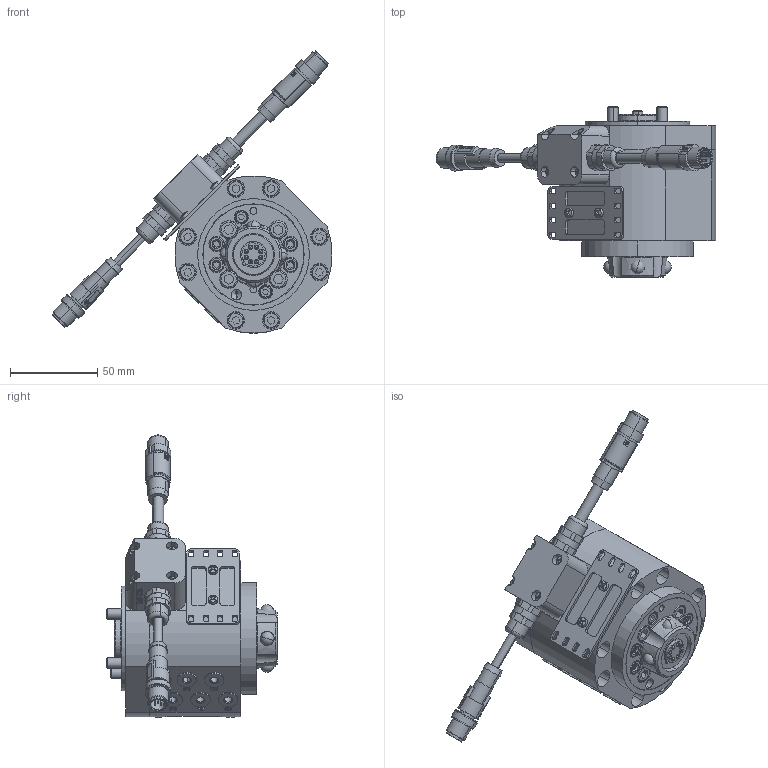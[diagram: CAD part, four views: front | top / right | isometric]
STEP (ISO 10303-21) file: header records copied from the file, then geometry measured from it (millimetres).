
FILE_DESCRIPTION (( 'STEP AP203' ), '1' );
FILE_NAME ('P1144.STEP', '2019-01-22T07:38:02', ( '' ), ( '' ), 'SwSTEP 2.0', 'SolidWorks 2017', '' );
FILE_SCHEMA (( 'CONFIG_CONTROL_DESIGN' ));
Length unit declared in the file: millimetre
Products named in the file (1): P1144
Bounding box: 160.14 x 98.16 x 161.52 mm (x, y, z)
Volume: 633172.8 mm3; surface area: 140264.5 mm2
Topology: 59 solids, 59 shells, 1966 faces, 4749 edges, 3033 vertices
Faces by surface type: plane 798, cylinder 638, bspline 213, cone 199, torus 82, sphere 36
Entity records: 68227 total; most frequent: CARTESIAN_POINT 22624, DIRECTION 9375, ORIENTED_EDGE 9330, EDGE_CURVE 4665, AXIS2_PLACEMENT_3D 3488, VERTEX_POINT 3005, LINE 2399, VECTOR 2399
